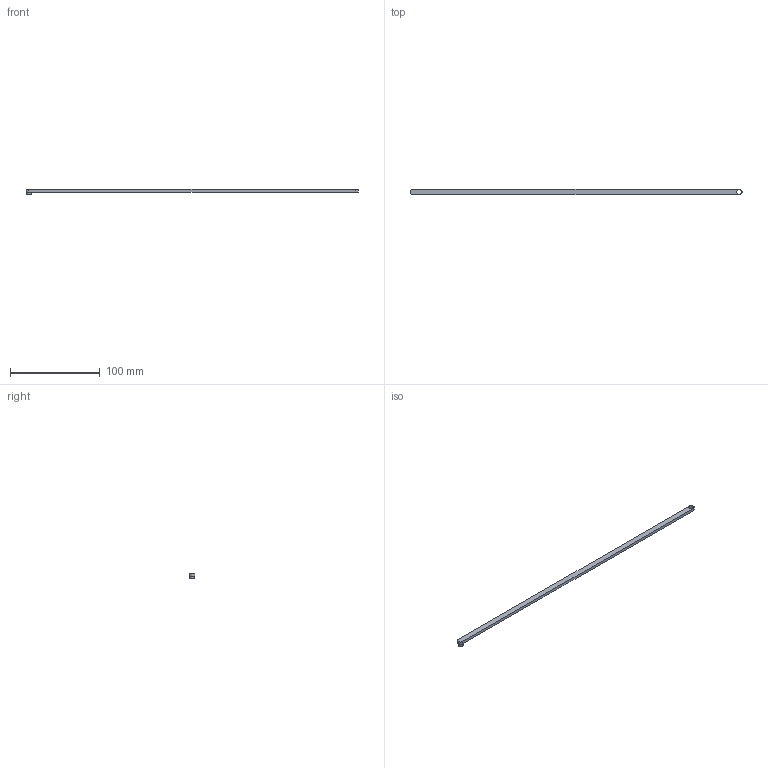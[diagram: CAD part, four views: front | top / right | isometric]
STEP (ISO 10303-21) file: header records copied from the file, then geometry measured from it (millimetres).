
FILE_DESCRIPTION(/* description */ (''),/* implementation_level */ '2;1');
FILE_NAME(/* name */ 'eslasbon_2_ipt_9120571f.STEP',/* time_stamp */ '2021-07-19T19:47:33-05:00',/* author */ ('Leonardo Fabio Mercado Benítez'),/* organization */ (''),/* preprocessor_version */ 'ST-DEVELOPER v18.1',/* originating_system */ 'Autodesk Inventor 2021',/* authorisation */ '');
FILE_SCHEMA (('AUTOMOTIVE_DESIGN { 1 0 10303 214 3 1 1 }'));
Length unit declared in the file: metre
Products named in the file (1): eslasbon_2
Bounding box: 370.35 x 6.35 x 6.35 mm (x, y, z)
Volume: 7439.2 mm3; surface area: 7122.6 mm2
Topology: 1 solids, 1 shells, 9 faces, 22 edges, 16 vertices
Faces by surface type: plane 5, cylinder 4
Full cylindrical faces by diameter (mm): 5.35 x2
Entity records: 325 total; most frequent: DIRECTION 54, CARTESIAN_POINT 48, ORIENTED_EDGE 44, EDGE_CURVE 22, AXIS2_PLACEMENT_3D 22, VERTEX_POINT 16, EDGE_LOOP 12, CIRCLE 12
